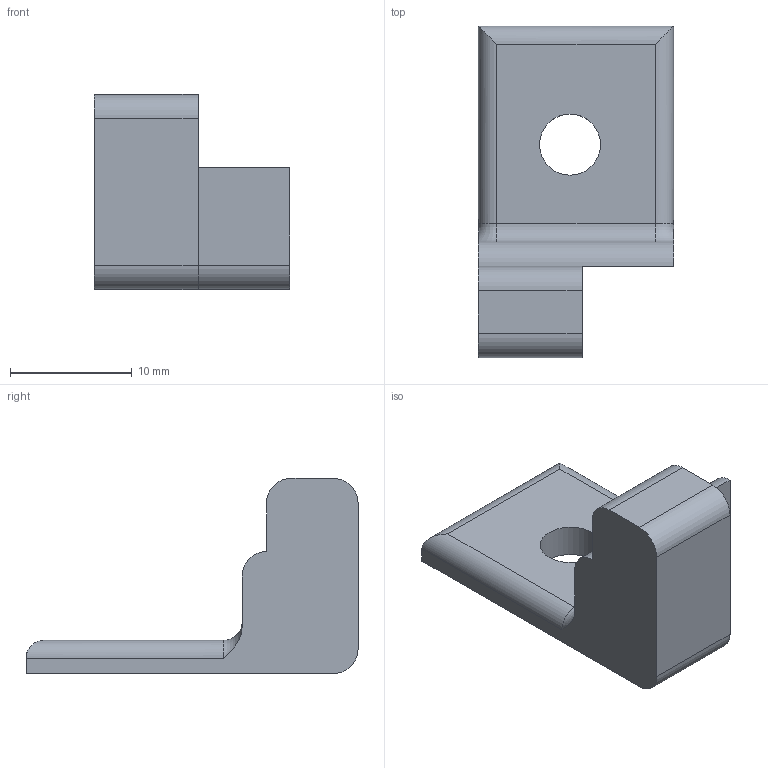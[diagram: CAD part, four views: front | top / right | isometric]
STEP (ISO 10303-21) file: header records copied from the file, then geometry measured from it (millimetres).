
FILE_DESCRIPTION(/* description */ (''),/* implementation_level */ '2;1');
FILE_NAME(/* name */ 'forward_stopper.step',/* time_stamp */ '2021-08-14T02:17:08-07:00',/* author */ (''),/* organization */ (''),/* preprocessor_version */ 'ST-DEVELOPER v18.1',/* originating_system */ 'Autodesk Translation Framework v10.9.0.1377',/* authorisation */ '');
FILE_SCHEMA (('AUTOMOTIVE_DESIGN { 1 0 10303 214 3 1 1 }'));
Length unit declared in the file: millimetre
Products named in the file (1): forward stopper
Bounding box: 16 x 27.22 x 16 mm (x, y, z)
Volume: 2002.3 mm3; surface area: 1469.9 mm2
Topology: 1 solids, 1 shells, 23 faces, 58 edges, 37 vertices
Faces by surface type: plane 11, cylinder 10, torus 2
Full cylindrical faces by diameter (mm): 5 x1
Entity records: 728 total; most frequent: CARTESIAN_POINT 133, DIRECTION 124, ORIENTED_EDGE 116, EDGE_CURVE 58, AXIS2_PLACEMENT_3D 44, VERTEX_POINT 37, LINE 36, VECTOR 36
